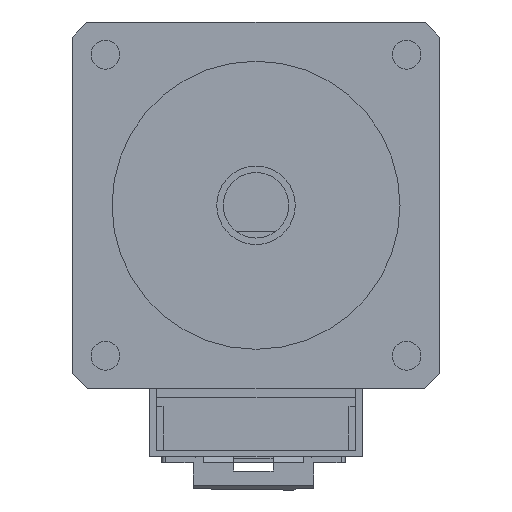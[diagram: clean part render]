
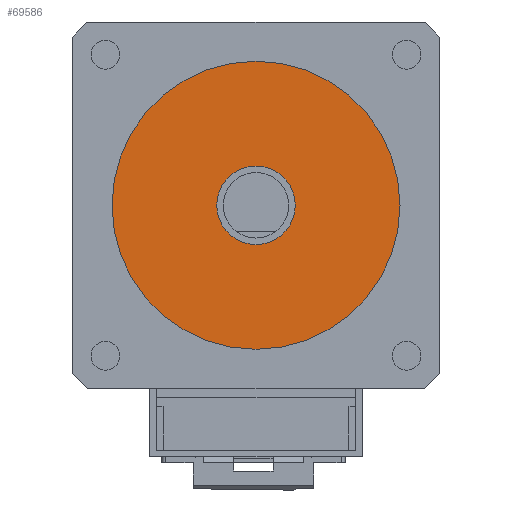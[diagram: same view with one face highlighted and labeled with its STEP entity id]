
A CAD part, front view. The second image highlights one B-rep face of the part: STEP entity #69586.
In plain terms, the highlighted planar face has unit normal (0, -1, 0).
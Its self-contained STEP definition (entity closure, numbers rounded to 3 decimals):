
#6 = DIRECTION ( 'NONE',  ( 0., 0., -1. ) ) ;
#5746 = VERTEX_POINT ( 'NONE', #50397 ) ;
#8554 = CARTESIAN_POINT ( 'NONE',  ( 0., -1.8, 0. ) ) ;
#15875 = DIRECTION ( 'NONE',  ( 0., 0., -1. ) ) ;
#16088 = CARTESIAN_POINT ( 'NONE',  ( 0., -1.8, 0. ) ) ;
#16686 = DIRECTION ( 'NONE',  ( 0., 1., 0. ) ) ;
#23204 = DIRECTION ( 'NONE',  ( 0., 1., 0. ) ) ;
#23337 = DIRECTION ( 'NONE',  ( 0., 0., 1. ) ) ;
#27821 = DIRECTION ( 'NONE',  ( 0., 1., 0. ) ) ;
#27835 = CARTESIAN_POINT ( 'NONE',  ( 0., -1.8, 0. ) ) ;
#29115 = VERTEX_POINT ( 'NONE', #79282 ) ;
#30796 = AXIS2_PLACEMENT_3D ( 'NONE', #65739, #23204, #72704 ) ;
#31374 = EDGE_CURVE ( 'NONE', #74445, #51864, #76105, .T. ) ;
#31853 = ORIENTED_EDGE ( 'NONE', *, *, #91732, .T. ) ;
#36768 = AXIS2_PLACEMENT_3D ( 'NONE', #8554, #58614, #15875 ) ;
#40082 = ORIENTED_EDGE ( 'NONE', *, *, #85008, .T. ) ;
#41775 = CARTESIAN_POINT ( 'NONE',  ( 0., -1.8, 11. ) ) ;
#43511 = ORIENTED_EDGE ( 'NONE', *, *, #31374, .F. ) ;
#47150 = EDGE_CURVE ( 'NONE', #51864, #74445, #64467, .T. ) ;
#50060 = FACE_OUTER_BOUND ( 'NONE', #83392, .T. ) ;
#50397 = CARTESIAN_POINT ( 'NONE',  ( 0., -1.8, -3. ) ) ;
#51864 = VERTEX_POINT ( 'NONE', #52735 ) ;
#52230 = EDGE_LOOP ( 'NONE', ( #40082, #31853 ) ) ;
#52735 = CARTESIAN_POINT ( 'NONE',  ( 0., -1.8, -11. ) ) ;
#58614 = DIRECTION ( 'NONE',  ( 0., -1., 0. ) ) ;
#59397 = CARTESIAN_POINT ( 'NONE',  ( 0., -1.8, 0. ) ) ;
#60778 = AXIS2_PLACEMENT_3D ( 'NONE', #16088, #65860, #23337 ) ;
#60936 = AXIS2_PLACEMENT_3D ( 'NONE', #59397, #16686, #66446 ) ;
#64467 = CIRCLE ( 'NONE', #30796, 11. ) ;
#65739 = CARTESIAN_POINT ( 'NONE',  ( 0., -1.8, 0. ) ) ;
#65860 = DIRECTION ( 'NONE',  ( 0., 1., 0. ) ) ;
#66446 = DIRECTION ( 'NONE',  ( 0., 0., 1. ) ) ;
#68793 = FACE_BOUND ( 'NONE', #52230, .T. ) ;
#69586 = ADVANCED_FACE ( 'NONE', ( #68793, #50060 ), #72325, .T. ) ;
#72325 = PLANE ( 'NONE',  #36768 ) ;
#72704 = DIRECTION ( 'NONE',  ( 0., 0., -1. ) ) ;
#74445 = VERTEX_POINT ( 'NONE', #41775 ) ;
#75001 = CIRCLE ( 'NONE', #60778, 3. ) ;
#76105 = CIRCLE ( 'NONE', #77044, 11. ) ;
#77044 = AXIS2_PLACEMENT_3D ( 'NONE', #27835, #27821, #6 ) ;
#78224 = CIRCLE ( 'NONE', #60936, 3. ) ;
#79282 = CARTESIAN_POINT ( 'NONE',  ( 0., -1.8, 3. ) ) ;
#80378 = ORIENTED_EDGE ( 'NONE', *, *, #47150, .F. ) ;
#83392 = EDGE_LOOP ( 'NONE', ( #80378, #43511 ) ) ;
#85008 = EDGE_CURVE ( 'NONE', #29115, #5746, #75001, .T. ) ;
#91732 = EDGE_CURVE ( 'NONE', #5746, #29115, #78224, .T. ) ;
